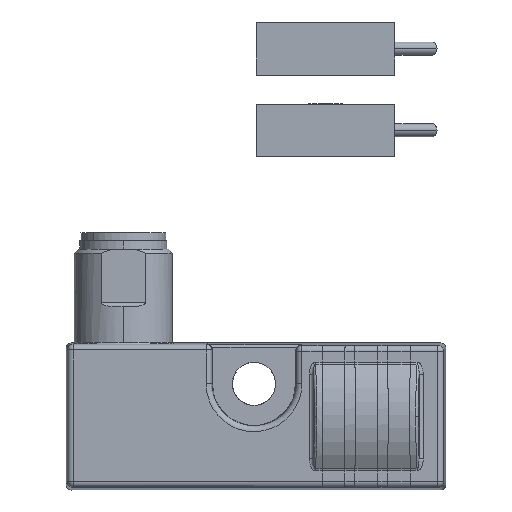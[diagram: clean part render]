
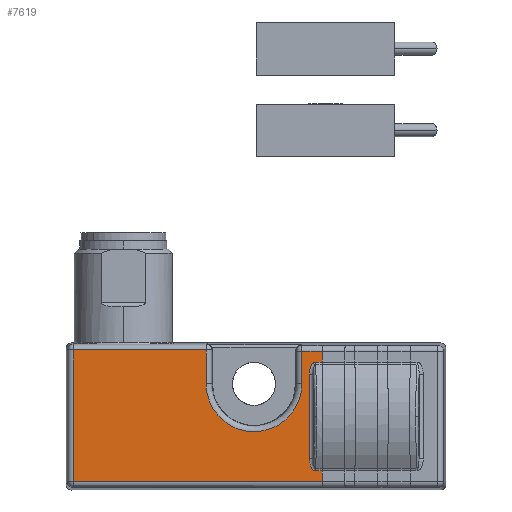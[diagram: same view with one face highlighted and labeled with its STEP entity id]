
A CAD part, front view. The second image highlights one B-rep face of the part: STEP entity #7619.
In plain terms, the highlighted planar face has unit normal (0, -1, 0).
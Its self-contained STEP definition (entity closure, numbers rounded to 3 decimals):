
#980=DIRECTION('',(0.,0.,-1.));
#981=VECTOR('',#980,1.346);
#982=CARTESIAN_POINT('',(-8.112,0.,7.998));
#983=LINE('',#982,#981);
#1014=DIRECTION('',(0.,0.,-1.));
#1015=VECTOR('',#1014,1.346);
#1016=CARTESIAN_POINT('',(-8.112,0.,-6.652));
#1017=LINE('',#1016,#1015);
#1059=DIRECTION('',(-1.,0.,0.));
#1060=VECTOR('',#1059,30.511);
#1061=CARTESIAN_POINT('',(22.399,0.,7.998));
#1062=LINE('',#1061,#1060);
#1078=DIRECTION('',(0.,0.,1.));
#1079=VECTOR('',#1078,16.147);
#1080=CARTESIAN_POINT('',(22.399,0.,-8.149));
#1081=LINE('',#1080,#1079);
#1086=CARTESIAN_POINT('',(0.25,0.,-4.));
#1087=DIRECTION('',(0.,-1.,0.));
#1088=DIRECTION('',(1.,0.,0.));
#1089=AXIS2_PLACEMENT_3D('',#1086,#1087,#1088);
#1091=CARTESIAN_POINT('',(0.25,0.,-4.));
#1092=DIRECTION('',(0.,-1.,0.));
#1093=DIRECTION('',(1.,0.,0.023));
#1094=AXIS2_PLACEMENT_3D('',#1091,#1092,#1093);
#1096=CARTESIAN_POINT('',(-7.287,0.,
-6.652));
#1097=CARTESIAN_POINT('',(-7.257,0.,
-6.652));
#1098=CARTESIAN_POINT('',(-7.197,0.,
-6.646));
#1099=CARTESIAN_POINT('',(-7.107,0.,
-6.618));
#1100=CARTESIAN_POINT('',(-7.016,0.,
-6.568));
#1101=CARTESIAN_POINT('',(-6.924,0.,
-6.493));
#1102=CARTESIAN_POINT('',(-6.836,0.,
-6.39));
#1103=CARTESIAN_POINT('',(-6.755,0.,
-6.261));
#1104=CARTESIAN_POINT('',(-6.684,0.,
-6.104));
#1105=CARTESIAN_POINT('',(-6.624,0.,
-5.921));
#1106=CARTESIAN_POINT('',(-6.579,0.,
-5.709));
#1107=CARTESIAN_POINT('',(-6.549,0.,
-5.47));
#1108=CARTESIAN_POINT('',(-6.542,0.,
-5.29));
#1109=CARTESIAN_POINT('',(-6.542,0.,-5.195));
#1115=DIRECTION('',(1.,0.,0.));
#1116=VECTOR('',#1115,16.291);
#1117=CARTESIAN_POINT('',(6.108,0.,-8.149));
#1118=LINE('',#1117,#1116);
#1328=DIRECTION('',(0.,0.,1.));
#1329=VECTOR('',#1328,3.998);
#1330=CARTESIAN_POINT('',(-5.608,0.,-7.998));
#1331=LINE('',#1330,#1329);
#1360=DIRECTION('',(0.,0.,-1.));
#1361=VECTOR('',#1360,4.149);
#1362=CARTESIAN_POINT('',(6.108,0.,-4.));
#1363=LINE('',#1362,#1361);
#1395=DIRECTION('',(1.,0.,0.));
#1396=VECTOR('',#1395,2.504);
#1397=CARTESIAN_POINT('',(-8.112,0.,-7.998));
#1398=LINE('',#1397,#1396);
#5184=DIRECTION('',(-1.,0.,0.));
#5185=VECTOR('',#5184,0.825);
#5186=CARTESIAN_POINT('',(-7.287,0.,
-6.652));
#5187=LINE('',#5186,#5185);
#5196=DIRECTION('',(1.,0.,0.));
#5197=VECTOR('',#5196,0.825);
#5198=CARTESIAN_POINT('',(-8.112,0.,6.652));
#5199=LINE('',#5198,#5197);
#5200=CARTESIAN_POINT('',(-7.287,0.,
6.652));
#5201=CARTESIAN_POINT('',(-7.258,0.,
6.652));
#5202=CARTESIAN_POINT('',(-7.2,0.,
6.646));
#5203=CARTESIAN_POINT('',(-7.109,0.,
6.619));
#5204=CARTESIAN_POINT('',(-7.016,0.,
6.569));
#5205=CARTESIAN_POINT('',(-6.923,0.,
6.492));
#5206=CARTESIAN_POINT('',(-6.835,0.,
6.389));
#5207=CARTESIAN_POINT('',(-6.754,0.,
6.259));
#5208=CARTESIAN_POINT('',(-6.683,0.,
6.103));
#5209=CARTESIAN_POINT('',(-6.624,0.,
5.919));
#5210=CARTESIAN_POINT('',(-6.578,0.,
5.708));
#5211=CARTESIAN_POINT('',(-6.549,0.,
5.469));
#5212=CARTESIAN_POINT('',(-6.542,0.,
5.29));
#5213=CARTESIAN_POINT('',(-6.542,0.,
5.195));
#5225=DIRECTION('',(0.,0.,-1.));
#5226=VECTOR('',#5225,10.39);
#5227=CARTESIAN_POINT('',(-6.542,0.,
5.195));
#5228=LINE('',#5227,#5226);
#5481=CARTESIAN_POINT('',(22.399,0.,7.998));
#5482=CARTESIAN_POINT('',(-8.112,0.,7.998));
#5483=VERTEX_POINT('',#5481);
#5484=VERTEX_POINT('',#5482);
#5485=CARTESIAN_POINT('',(22.399,0.,-8.149));
#5486=VERTEX_POINT('',#5485);
#5487=CARTESIAN_POINT('',(6.108,0.,-8.149));
#5488=VERTEX_POINT('',#5487);
#5489=CARTESIAN_POINT('',(6.108,0.,-4.));
#5490=VERTEX_POINT('',#5489);
#5491=CARTESIAN_POINT('',(6.106,0.,-3.866));
#5492=CARTESIAN_POINT('',(-5.608,0.,-4.));
#5493=VERTEX_POINT('',#5491);
#5494=VERTEX_POINT('',#5492);
#5495=CARTESIAN_POINT('',(-5.608,0.,-7.998));
#5496=VERTEX_POINT('',#5495);
#5497=CARTESIAN_POINT('',(-8.112,0.,-7.998));
#5498=VERTEX_POINT('',#5497);
#5499=CARTESIAN_POINT('',(-8.112,0.,-6.652));
#5500=VERTEX_POINT('',#5499);
#5501=CARTESIAN_POINT('',(-7.287,0.,
-6.652));
#5502=VERTEX_POINT('',#5501);
#5503=VERTEX_POINT('',#1109);
#5504=CARTESIAN_POINT('',(-6.542,0.,
5.195));
#5505=VERTEX_POINT('',#5504);
#5506=VERTEX_POINT('',#5200);
#5507=CARTESIAN_POINT('',(-8.112,0.,6.652));
#5508=VERTEX_POINT('',#5507);
#7586=CARTESIAN_POINT('',(0.,0.,0.));
#7587=DIRECTION('',(0.,1.,0.));
#7588=DIRECTION('',(-1.,0.,0.));
#7589=AXIS2_PLACEMENT_3D('',#7586,#7587,#7588);
#7590=PLANE('',#7589);
#7591=ORIENTED_EDGE('',*,*,#7531,.F.);
#7592=ORIENTED_EDGE('',*,*,#7569,.F.);
#7594=ORIENTED_EDGE('',*,*,#7593,.F.);
#7596=ORIENTED_EDGE('',*,*,#7595,.F.);
#7598=ORIENTED_EDGE('',*,*,#7597,.T.);
#7600=ORIENTED_EDGE('',*,*,#7599,.T.);
#7602=ORIENTED_EDGE('',*,*,#7601,.F.);
#7604=ORIENTED_EDGE('',*,*,#7603,.F.);
#7605=ORIENTED_EDGE('',*,*,#7497,.F.);
#7607=ORIENTED_EDGE('',*,*,#7606,.F.);
#7609=ORIENTED_EDGE('',*,*,#7608,.T.);
#7611=ORIENTED_EDGE('',*,*,#7610,.F.);
#7613=ORIENTED_EDGE('',*,*,#7612,.F.);
#7615=ORIENTED_EDGE('',*,*,#7614,.F.);
#7616=ORIENTED_EDGE('',*,*,#7489,.F.);
#7617=EDGE_LOOP('',(#7591,#7592,#7594,#7596,#7598,#7600,#7602,#7604,#7605,#7607,
#7609,#7611,#7613,#7615,#7616));
#7618=FACE_OUTER_BOUND('',#7617,.F.);
#7619=ADVANCED_FACE('',(#7618),#7590,.F.);
#1090=CIRCLE('',#1089,5.858);
#1095=CIRCLE('',#1094,5.858);
#1110=B_SPLINE_CURVE_WITH_KNOTS('',3,(#1096,#1097,#1098,#1099,#1100,#1101,#1102,
#1103,#1104,#1105,#1106,#1107,#1108,#1109),.UNSPECIFIED.,.F.,.F.,(4,1,1,1,1,1,1,
1,1,1,1,4),(0.,0.091,0.182,0.273,
0.364,0.455,0.545,0.636,
0.727,0.818,0.909,1.),.UNSPECIFIED.);
#5214=B_SPLINE_CURVE_WITH_KNOTS('',3,(#5200,#5201,#5202,#5203,#5204,#5205,#5206,
#5207,#5208,#5209,#5210,#5211,#5212,#5213),.UNSPECIFIED.,.F.,.F.,(4,1,1,1,1,1,1,
1,1,1,1,4),(0.,0.091,0.182,0.273,
0.364,0.455,0.545,0.636,
0.727,0.818,0.909,1.),.UNSPECIFIED.);
#7489=EDGE_CURVE('',#5484,#5508,#983,.T.);
#7497=EDGE_CURVE('',#5500,#5498,#1017,.T.);
#7531=EDGE_CURVE('',#5483,#5484,#1062,.T.);
#7569=EDGE_CURVE('',#5486,#5483,#1081,.T.);
#7593=EDGE_CURVE('',#5488,#5486,#1118,.T.);
#7595=EDGE_CURVE('',#5490,#5488,#1363,.T.);
#7597=EDGE_CURVE('',#5490,#5493,#1090,.T.);
#7599=EDGE_CURVE('',#5493,#5494,#1095,.T.);
#7601=EDGE_CURVE('',#5496,#5494,#1331,.T.);
#7603=EDGE_CURVE('',#5498,#5496,#1398,.T.);
#7606=EDGE_CURVE('',#5502,#5500,#5187,.T.);
#7608=EDGE_CURVE('',#5502,#5503,#1110,.T.);
#7610=EDGE_CURVE('',#5505,#5503,#5228,.T.);
#7612=EDGE_CURVE('',#5506,#5505,#5214,.T.);
#7614=EDGE_CURVE('',#5508,#5506,#5199,.T.);
